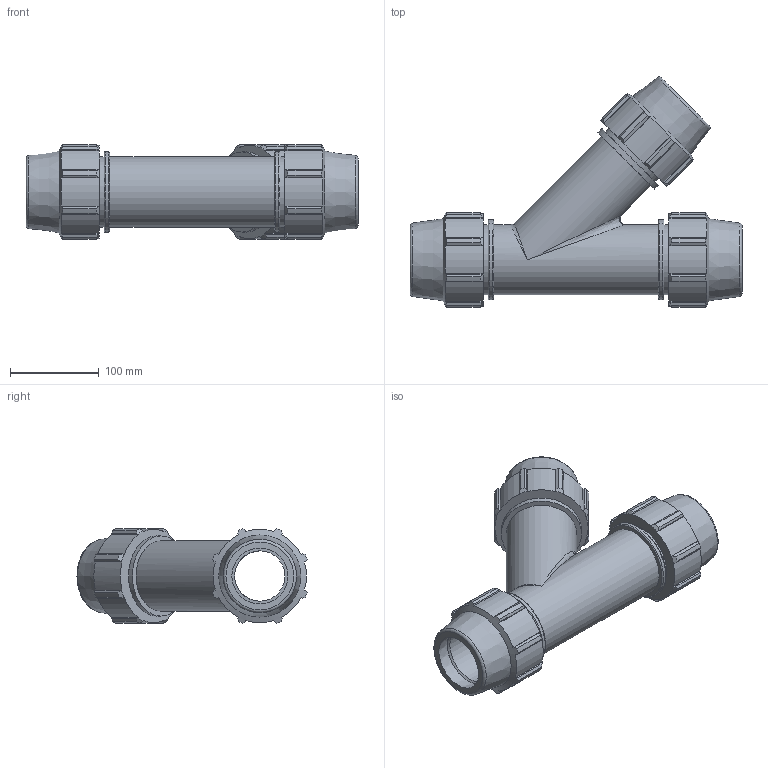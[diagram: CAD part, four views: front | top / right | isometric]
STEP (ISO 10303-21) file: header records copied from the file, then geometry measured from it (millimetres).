
FILE_DESCRIPTION(/* description */ ('PLASSON 45° TEE 63-63-63'),/* implementation_level */ '2;1');
FILE_NAME(/* name */ '076400063_186400063_0764060630A.ipt.stp',/* time_stamp */ '2017-06-06T17:16:57+03:00',/* author */ ('Кирилл'),/* organization */ (''),/* preprocessor_version */ 'ST-DEVELOPER v15.6',/* originating_system */ 'Autodesk Inventor 2015',/* authorisation */ '');
FILE_SCHEMA (('AUTOMOTIVE_DESIGN { 1 0 10303 214 3 1 1 }'));
Length unit declared in the file: millimetre
Products named in the file (1): 076400063_186400063_0764060630A
Bounding box: 374 x 259.14 x 106.32 mm (x, y, z)
Volume: 1818724.9 mm3; surface area: 299867.4 mm2
Topology: 1 solids, 1 shells, 219 faces, 600 edges, 393 vertices
Faces by surface type: plane 114, cylinder 61, cone 35, torus 7, bspline 2
Full cylindrical faces by diameter (mm): 56.7 x2, 63 x3, 79.1 x5, 90.4 x3
Entity records: 6972 total; most frequent: CARTESIAN_POINT 1495, ORIENTED_EDGE 1110, DIRECTION 1066, EDGE_CURVE 555, AXIS2_PLACEMENT_3D 389, VERTEX_POINT 385, LINE 288, VECTOR 288
